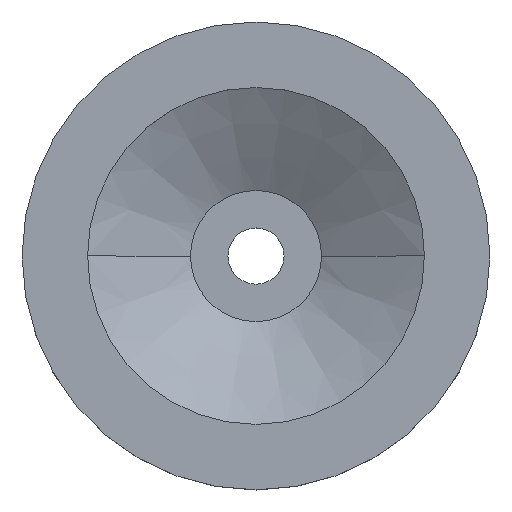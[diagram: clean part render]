
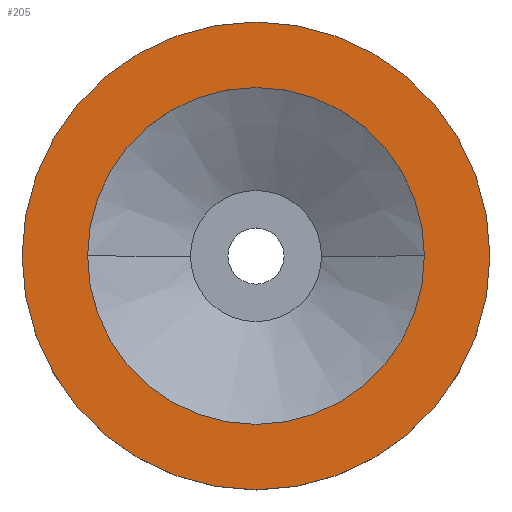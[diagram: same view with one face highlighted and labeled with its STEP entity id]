
A CAD part, top view. The second image highlights one B-rep face of the part: STEP entity #205.
In plain terms, the highlighted planar face has unit normal (0, 0, 1).
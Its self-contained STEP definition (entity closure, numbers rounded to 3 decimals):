
#117=VERTEX_POINT('',#305);
#119=EDGE_CURVE('',#117,#251,#307,.T.);
#121=EDGE_CURVE('',#143,#235,#309,.T.);
#143=VERTEX_POINT('',#335);
#155=EDGE_CURVE('',#235,#143,#347,.T.);
#205=ADVANCED_FACE('',(#407,#408),#409,.T.);
#235=VERTEX_POINT('',#440);
#251=VERTEX_POINT('',#460);
#253=EDGE_CURVE('',#251,#117,#462,.T.);
#305=CARTESIAN_POINT('',(-36.0,0.,30.0));
#307=CIRCLE('',#508,36.0);
#309=CIRCLE('',#511,50.0);
#335=CARTESIAN_POINT('',(50.,0.,30.0));
#347=CIRCLE('',#562,50.0);
#407=FACE_OUTER_BOUND('',#637,.T.);
#408=FACE_BOUND('',#638,.T.);
#409=PLANE('',#639);
#440=CARTESIAN_POINT('',(-50.0,0.,30.0));
#460=CARTESIAN_POINT('',(36.,0.,30.0));
#462=CIRCLE('',#708,36.0);
#508=AXIS2_PLACEMENT_3D('',#760,#761,#762);
#511=AXIS2_PLACEMENT_3D('',#763,#764,#765);
#562=AXIS2_PLACEMENT_3D('',#819,#820,#821);
#637=EDGE_LOOP('',(#907,#908));
#638=EDGE_LOOP('',(#909,#910));
#639=AXIS2_PLACEMENT_3D('',#911,#912,#913);
#708=AXIS2_PLACEMENT_3D('',#971,#972,#973);
#760=CARTESIAN_POINT('',(0.,0.,30.0));
#761=DIRECTION('',(-0.0,0.0,-1.0));
#762=DIRECTION('',(-1.0,0.,0.0));
#763=CARTESIAN_POINT('',(0.,0.,30.0));
#764=DIRECTION('',(-0.0,0.0,-1.0));
#765=DIRECTION('',(-1.0,0.,0.0));
#819=CARTESIAN_POINT('',(0.,0.,30.0));
#820=DIRECTION('',(-0.0,0.0,-1.0));
#821=DIRECTION('',(-1.0,0.,0.0));
#907=ORIENTED_EDGE('',*,*,#155,.F.);
#908=ORIENTED_EDGE('',*,*,#121,.F.);
#909=ORIENTED_EDGE('',*,*,#119,.T.);
#910=ORIENTED_EDGE('',*,*,#253,.T.);
#911=CARTESIAN_POINT('',(-43.0,0.,30.0));
#912=DIRECTION('',(0.0,0.0,1.0));
#913=DIRECTION('',(-1.0,0.,0.0));
#971=CARTESIAN_POINT('',(0.,0.,30.0));
#972=DIRECTION('',(-0.0,0.0,-1.0));
#973=DIRECTION('',(-1.0,0.,0.0));
